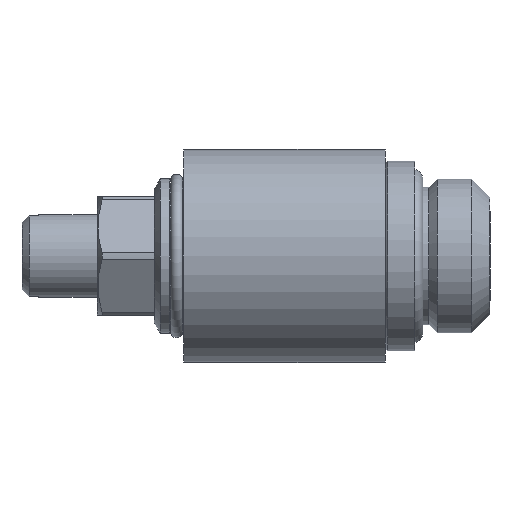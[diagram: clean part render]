
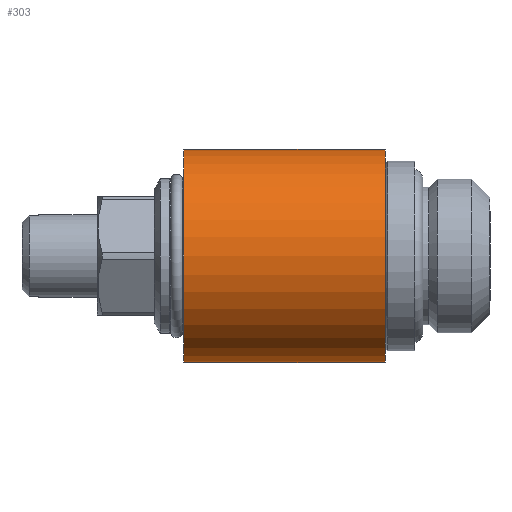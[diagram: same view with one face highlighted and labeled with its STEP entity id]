
A CAD part, left-side view. The second image highlights one B-rep face of the part: STEP entity #303.
In plain terms, the highlighted cylindrical face has radius 9 mm (diameter 18 mm), a full revolution.
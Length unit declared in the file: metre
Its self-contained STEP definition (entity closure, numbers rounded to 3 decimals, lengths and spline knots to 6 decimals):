
#303 = ADVANCED_FACE( 'NONE', ( #630, #631, #632 ), #633, .T. );
#630 = FACE_OUTER_BOUND( '', #1212, .T. );
#631 = FACE_OUTER_BOUND( '', #1213, .T. );
#632 = FACE_BOUND( '', #1214, .T. );
#633 = CYLINDRICAL_SURFACE( '', #1215, 0.009 );
#1212 = EDGE_LOOP( '', ( #1828 ) );
#1213 = EDGE_LOOP( '', ( #1829 ) );
#1214 = EDGE_LOOP( '', ( #1830, #1831 ) );
#1215 = AXIS2_PLACEMENT_3D( '', #1832, #1833, #1834 );
#1828 = ORIENTED_EDGE( '', *, *, #2020, .T. );
#1829 = ORIENTED_EDGE( '', *, *, #2228, .T. );
#1830 = ORIENTED_EDGE( '', *, *, #2162, .T. );
#1831 = ORIENTED_EDGE( '', *, *, #2123, .T. );
#1832 = CARTESIAN_POINT( '', ( 0., 0.032286, 0. ) );
#1833 = DIRECTION( '', ( 0., 1., 0. ) );
#1834 = DIRECTION( '', ( 0., 0., 1. ) );
#2020 = EDGE_CURVE( 'NONE', #2292, #2292, #2293, .T. );
#2123 = EDGE_CURVE( 'NONE', #2457, #2455, #2458, .T. );
#2162 = EDGE_CURVE( 'NONE', #2455, #2457, #2515, .T. );
#2228 = EDGE_CURVE( 'NONE', #2601, #2601, #2602, .T. );
#2292 = VERTEX_POINT( '', #2720 );
#2293 = CIRCLE( '', #2721, 0.009 );
#2455 = VERTEX_POINT( 'NONE', #3034 );
#2457 = VERTEX_POINT( 'NONE', #3036 );
#2458 = B_SPLINE_CURVE_WITH_KNOTS( '', 3, ( #3037, #3038, #3039, #3040, #3041, #3042, #3043, #3044, #3045, #3046, #3047, #3048, #3049, #3050, #3051, #3052, #3053, #3054, #3055, #3056, #3057, #3058, #3059, #3060, #3061, #3062 ), .UNSPECIFIED., .F., .F., ( 4, 1, 1, 1, 1, 1, 1, 1, 1, 1, 1, 1, 1, 1, 1, 1, 1, 1, 1, 1, 1, 1, 1, 4 ), ( 0., 0.016656, 0.032601, 0.047866, 0.062489, 0.093707, 0.124968, 0.186812, 0.249971, 0.311954, 0.374979, 0.438108, 0.499985, 0.563047, 0.624989, 0.686892, 0.749993, 0.81187, 0.875, 0.906498, 0.937494, 0.953423, 0.968754, 1. ), .UNSPECIFIED. );
#2515 = B_SPLINE_CURVE_WITH_KNOTS( '', 3, ( #3166, #3167, #3168, #3169, #3170, #3171, #3172, #3173, #3174, #3175, #3176, #3177, #3178, #3179, #3180, #3181, #3182, #3183, #3184, #3185, #3186, #3187, #3188, #3189, #3190, #3191 ), .UNSPECIFIED., .F., .F., ( 4, 1, 1, 1, 1, 1, 1, 1, 1, 1, 1, 1, 1, 1, 1, 1, 1, 1, 1, 1, 1, 1, 1, 4 ), ( 0., 0.016655, 0.032599, 0.047864, 0.062489, 0.093706, 0.124968, 0.186812, 0.249972, 0.31196, 0.374979, 0.438108, 0.499985, 0.563046, 0.624989, 0.686896, 0.749993, 0.811871, 0.875, 0.906497, 0.937494, 0.953422, 0.968754, 1. ), .UNSPECIFIED. );
#2601 = VERTEX_POINT( '', #3426 );
#2602 = CIRCLE( '', #3427, 0.009 );
#2720 = CARTESIAN_POINT( '', ( 0., 0.0092, 0.009 ) );
#2721 = AXIS2_PLACEMENT_3D( '', #3540, #3541, #3542 );
#3034 = CARTESIAN_POINT( '', ( 0.007853, 0.016838, 0.004396 ) );
#3036 = CARTESIAN_POINT( '', ( 0.007856, 0.020573, -0.004392 ) );
#3037 = CARTESIAN_POINT( '', ( 0.007856, 0.020573, -0.004392 ) );
#3038 = CARTESIAN_POINT( '', ( 0.00784, 0.020493, -0.004421 ) );
#3039 = CARTESIAN_POINT( '', ( 0.007808, 0.020336, -0.004477 ) );
#3040 = CARTESIAN_POINT( '', ( 0.007767, 0.020102, -0.004547 ) );
#3041 = CARTESIAN_POINT( '', ( 0.007732, 0.019874, -0.004606 ) );
#3042 = CARTESIAN_POINT( '', ( 0.007693, 0.019565, -0.00467 ) );
#3043 = CARTESIAN_POINT( '', ( 0.007661, 0.019169, -0.004724 ) );
#3044 = CARTESIAN_POINT( '', ( 0.007644, 0.018523, -0.004751 ) );
#3045 = CARTESIAN_POINT( '', ( 0.007691, 0.01771, -0.004675 ) );
#3046 = CARTESIAN_POINT( '', ( 0.007851, 0.016784, -0.004406 ) );
#3047 = CARTESIAN_POINT( '', ( 0.008079, 0.015928, -0.00398 ) );
#3048 = CARTESIAN_POINT( '', ( 0.008342, 0.015178, -0.003403 ) );
#3049 = CARTESIAN_POINT( '', ( 0.0086, 0.014547, -0.002695 ) );
#3050 = CARTESIAN_POINT( '', ( 0.00882, 0.014068, -0.001865 ) );
#3051 = CARTESIAN_POINT( '', ( 0.008967, 0.013764, -0.000946 ) );
#3052 = CARTESIAN_POINT( '', ( 0.009018, 0.013666, 0.000027 ) );
#3053 = CARTESIAN_POINT( '', ( 0.008961, 0.013775, 0.001 ) );
#3054 = CARTESIAN_POINT( '', ( 0.008809, 0.014091, 0.001914 ) );
#3055 = CARTESIAN_POINT( '', ( 0.008586, 0.014578, 0.002738 ) );
#3056 = CARTESIAN_POINT( '', ( 0.00837, 0.01511, 0.003321 ) );
#3057 = CARTESIAN_POINT( '', ( 0.008196, 0.015594, 0.003722 ) );
#3058 = CARTESIAN_POINT( '', ( 0.008091, 0.015921, 0.003944 ) );
#3059 = CARTESIAN_POINT( '', ( 0.008012, 0.016192, 0.004101 ) );
#3060 = CARTESIAN_POINT( '', ( 0.007936, 0.016472, 0.004247 ) );
#3061 = CARTESIAN_POINT( '', ( 0.007886, 0.016691, 0.004336 ) );
#3062 = CARTESIAN_POINT( '', ( 0.007853, 0.016838, 0.004396 ) );
#3166 = CARTESIAN_POINT( '', ( 0.007853, 0.016838, 0.004396 ) );
#3167 = CARTESIAN_POINT( '', ( 0.007837, 0.016918, 0.004425 ) );
#3168 = CARTESIAN_POINT( '', ( 0.007806, 0.017075, 0.00448 ) );
#3169 = CARTESIAN_POINT( '', ( 0.007765, 0.017309, 0.00455 ) );
#3170 = CARTESIAN_POINT( '', ( 0.00773, 0.017537, 0.004609 ) );
#3171 = CARTESIAN_POINT( '', ( 0.007692, 0.017845, 0.004672 ) );
#3172 = CARTESIAN_POINT( '', ( 0.00766, 0.018241, 0.004725 ) );
#3173 = CARTESIAN_POINT( '', ( 0.007644, 0.018886, 0.004751 ) );
#3174 = CARTESIAN_POINT( '', ( 0.007692, 0.019698, 0.004673 ) );
#3175 = CARTESIAN_POINT( '', ( 0.007852, 0.020622, 0.004404 ) );
#3176 = CARTESIAN_POINT( '', ( 0.00808, 0.021476, 0.003977 ) );
#3177 = CARTESIAN_POINT( '', ( 0.008343, 0.022224, 0.0034 ) );
#3178 = CARTESIAN_POINT( '', ( 0.0086, 0.022854, 0.002694 ) );
#3179 = CARTESIAN_POINT( '', ( 0.00882, 0.023332, 0.001865 ) );
#3180 = CARTESIAN_POINT( '', ( 0.008967, 0.023636, 0.000948 ) );
#3181 = CARTESIAN_POINT( '', ( 0.009018, 0.023734, -0.000024 ) );
#3182 = CARTESIAN_POINT( '', ( 0.008962, 0.023626, -0.000995 ) );
#3183 = CARTESIAN_POINT( '', ( 0.00881, 0.023312, -0.001908 ) );
#3184 = CARTESIAN_POINT( '', ( 0.008588, 0.022826, -0.002732 ) );
#3185 = CARTESIAN_POINT( '', ( 0.008373, 0.022296, -0.003315 ) );
#3186 = CARTESIAN_POINT( '', ( 0.008199, 0.021813, -0.003717 ) );
#3187 = CARTESIAN_POINT( '', ( 0.008094, 0.021488, -0.003938 ) );
#3188 = CARTESIAN_POINT( '', ( 0.008014, 0.021218, -0.004096 ) );
#3189 = CARTESIAN_POINT( '', ( 0.007938, 0.020939, -0.004242 ) );
#3190 = CARTESIAN_POINT( '', ( 0.007889, 0.02072, -0.004332 ) );
#3191 = CARTESIAN_POINT( '', ( 0.007856, 0.020573, -0.004392 ) );
#3426 = CARTESIAN_POINT( '', ( 0., 0.0262, 0.009 ) );
#3427 = AXIS2_PLACEMENT_3D( '', #3789, #3790, #3791 );
#3540 = CARTESIAN_POINT( '', ( 0., 0.0092, 0. ) );
#3541 = DIRECTION( '', ( 0., 1., 0. ) );
#3542 = DIRECTION( '', ( 0., 0., 1. ) );
#3789 = CARTESIAN_POINT( '', ( 0., 0.0262, 0. ) );
#3790 = DIRECTION( '', ( 0., -1., 0. ) );
#3791 = DIRECTION( '', ( 0., 0., 1. ) );
